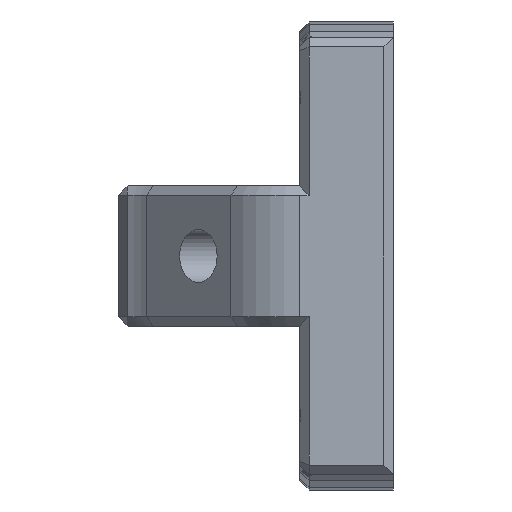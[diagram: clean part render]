
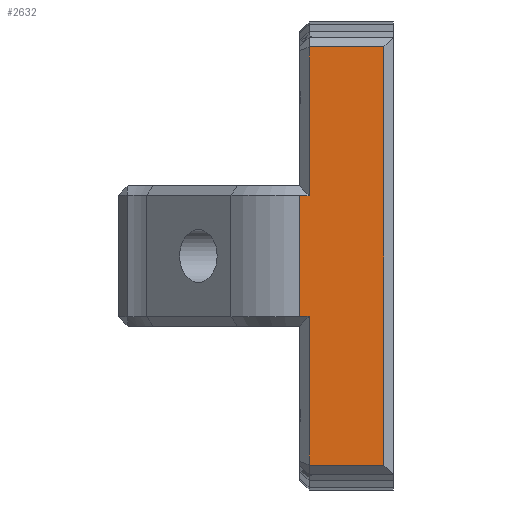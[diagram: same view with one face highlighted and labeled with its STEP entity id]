
A CAD part, left-side view. The second image highlights one B-rep face of the part: STEP entity #2632.
In plain terms, the highlighted planar face has unit normal (-1, 0, 0).
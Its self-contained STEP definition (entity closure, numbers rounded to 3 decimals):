
#161=(
BOUNDED_CURVE()
B_SPLINE_CURVE(2,(#3686,#3687,#3688),.UNSPECIFIED.,.F.,.F.)
B_SPLINE_CURVE_WITH_KNOTS((3,3),(1.971,2.109),
 .UNSPECIFIED.)
CURVE()
GEOMETRIC_REPRESENTATION_ITEM()
RATIONAL_B_SPLINE_CURVE((1.897,1.897,1.892))
REPRESENTATION_ITEM('')
);
#162=(
BOUNDED_CURVE()
B_SPLINE_CURVE(2,(#3692,#3693,#3694),.UNSPECIFIED.,.F.,.F.)
B_SPLINE_CURVE_WITH_KNOTS((3,3),(3.135,3.338),
 .UNSPECIFIED.)
CURVE()
GEOMETRIC_REPRESENTATION_ITEM()
RATIONAL_B_SPLINE_CURVE((2.655,2.662,2.662))
REPRESENTATION_ITEM('')
);
#184=FACE_OUTER_BOUND('',#342,.T.);
#342=EDGE_LOOP('',(#1725,#1726,#1727,#1728,#1729,#1730,#1731,#1732));
#520=LINE('',#3679,#803);
#521=LINE('',#3682,#804);
#522=LINE('',#3684,#805);
#523=LINE('',#3690,#806);
#524=LINE('',#3696,#807);
#525=LINE('',#3697,#808);
#803=VECTOR('',#3004,10.);
#804=VECTOR('',#3007,10.);
#805=VECTOR('',#3008,10.);
#806=VECTOR('',#3009,10.);
#807=VECTOR('',#3010,10.);
#808=VECTOR('',#3011,10.);
#1083=VERTEX_POINT('',#3672);
#1086=VERTEX_POINT('',#3677);
#1087=VERTEX_POINT('',#3681);
#1088=VERTEX_POINT('',#3683);
#1089=VERTEX_POINT('',#3685);
#1090=VERTEX_POINT('',#3689);
#1091=VERTEX_POINT('',#3691);
#1092=VERTEX_POINT('',#3695);
#1329=EDGE_CURVE('',#1086,#1083,#520,.T.);
#1330=EDGE_CURVE('',#1087,#1086,#521,.T.);
#1331=EDGE_CURVE('',#1088,#1087,#522,.T.);
#1332=EDGE_CURVE('',#1089,#1088,#161,.T.);
#1333=EDGE_CURVE('',#1090,#1089,#523,.T.);
#1334=EDGE_CURVE('',#1091,#1090,#162,.T.);
#1335=EDGE_CURVE('',#1092,#1091,#524,.T.);
#1336=EDGE_CURVE('',#1083,#1092,#525,.T.);
#1725=ORIENTED_EDGE('',*,*,#1329,.F.);
#1726=ORIENTED_EDGE('',*,*,#1330,.F.);
#1727=ORIENTED_EDGE('',*,*,#1331,.F.);
#1728=ORIENTED_EDGE('',*,*,#1332,.F.);
#1729=ORIENTED_EDGE('',*,*,#1333,.F.);
#1730=ORIENTED_EDGE('',*,*,#1334,.F.);
#1731=ORIENTED_EDGE('',*,*,#1335,.F.);
#1732=ORIENTED_EDGE('',*,*,#1336,.F.);
#2512=PLANE('',#2804);
#2632=ADVANCED_FACE('',(#184),#2512,.F.);
#2804=AXIS2_PLACEMENT_3D('',#3680,#3005,#3006);
#3004=DIRECTION('',(0.,0.,-1.));
#3005=DIRECTION('center_axis',(1.,0.,0.));
#3006=DIRECTION('ref_axis',(0.,-1.,0.));
#3007=DIRECTION('',(0.,-1.,0.));
#3008=DIRECTION('',(0.,0.,1.));
#3009=DIRECTION('',(0.,0.,1.));
#3010=DIRECTION('',(0.,0.,1.));
#3011=DIRECTION('',(0.,1.,0.));
#3672=CARTESIAN_POINT('',(4.55,25.6,4.6));
#3677=CARTESIAN_POINT('',(4.55,25.6,31.4));
#3679=CARTESIAN_POINT('',(4.55,25.6,20.25));
#3680=CARTESIAN_POINT('Origin',(4.55,31.,22.5));
#3681=CARTESIAN_POINT('',(4.55,30.4,31.4));
#3682=CARTESIAN_POINT('',(4.55,28.,31.4));
#3683=CARTESIAN_POINT('',(4.55,30.4,21.871));
#3684=CARTESIAN_POINT('',(4.55,30.4,20.25));
#3685=CARTESIAN_POINT('',(4.55,31.,21.9));
#3686=CARTESIAN_POINT('Ctrl Pts',(4.55,31.,21.9));
#3687=CARTESIAN_POINT('Ctrl Pts',(4.55,30.701,21.9));
#3688=CARTESIAN_POINT('Ctrl Pts',(4.55,30.4,21.871));
#3689=CARTESIAN_POINT('',(4.55,31.,14.1));
#3690=CARTESIAN_POINT('',(4.55,31.,22.5));
#3691=CARTESIAN_POINT('',(4.55,30.4,14.129));
#3692=CARTESIAN_POINT('Ctrl Pts',(4.55,30.4,14.129));
#3693=CARTESIAN_POINT('Ctrl Pts',(4.55,30.701,14.1));
#3694=CARTESIAN_POINT('Ctrl Pts',(4.55,31.,14.1));
#3695=CARTESIAN_POINT('',(4.55,30.4,4.6));
#3696=CARTESIAN_POINT('',(4.55,30.4,20.25));
#3697=CARTESIAN_POINT('',(4.55,28.,4.6));
